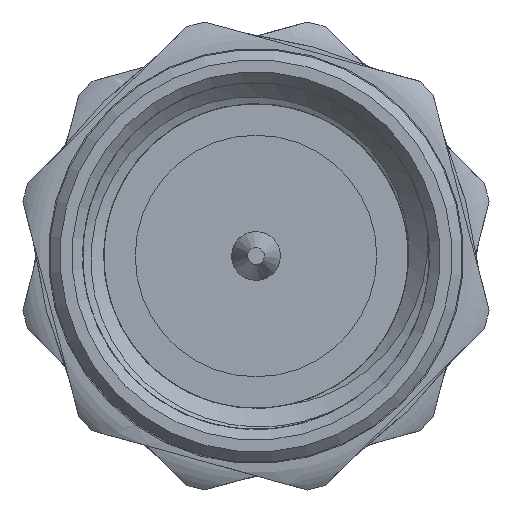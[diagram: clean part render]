
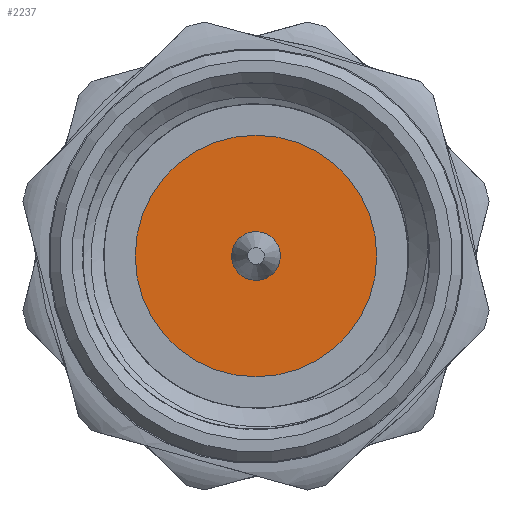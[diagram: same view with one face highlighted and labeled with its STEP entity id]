
A CAD part, front view. The second image highlights one B-rep face of the part: STEP entity #2237.
In plain terms, the highlighted planar face has unit normal (0, -1, 0).
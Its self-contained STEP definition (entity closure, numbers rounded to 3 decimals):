
#210=PLANE('',#2358);
#290=ORIENTED_EDGE('',*,*,#683,.F.);
#291=ORIENTED_EDGE('',*,*,#668,.T.);
#668=EDGE_CURVE('',#866,#866,#1012,.T.);
#683=EDGE_CURVE('',#881,#881,#1015,.T.);
#866=VERTEX_POINT('',#2974);
#881=VERTEX_POINT('',#3061);
#1012=CIRCLE('',#2353,0.46);
#1015=CIRCLE('',#2359,2.28);
#1101=EDGE_LOOP('',(#290));
#1102=EDGE_LOOP('',(#291));
#1273=FACE_BOUND('',#1101,.T.);
#1274=FACE_BOUND('',#1102,.T.);
#2237=ADVANCED_FACE('',(#1273,#1274),#210,.F.);
#2353=AXIS2_PLACEMENT_3D('',#2973,#2550,#2551);
#2358=AXIS2_PLACEMENT_3D('',#3059,#2560,#2561);
#2359=AXIS2_PLACEMENT_3D('',#3060,#2562,#2563);
#2550=DIRECTION('',(0.,1.,0.));
#2551=DIRECTION('',(-0.815,0.,-0.579));
#2560=DIRECTION('',(0.,1.,0.));
#2561=DIRECTION('',(1.,0.,0.));
#2562=DIRECTION('',(0.,1.,0.));
#2563=DIRECTION('',(0.,0.,1.));
#2973=CARTESIAN_POINT('',(0.,-73.17,0.));
#2974=CARTESIAN_POINT('',(-0.375,-73.17,-0.267));
#3059=CARTESIAN_POINT('',(0.,-73.17,0.));
#3060=CARTESIAN_POINT('',(0.,-73.17,0.));
#3061=CARTESIAN_POINT('',(0.,-73.17,2.28));
